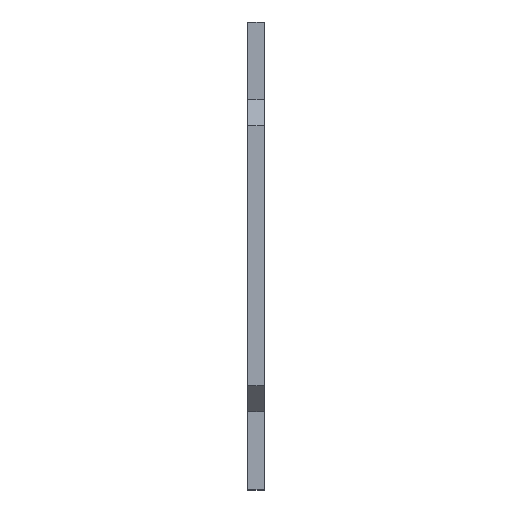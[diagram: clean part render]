
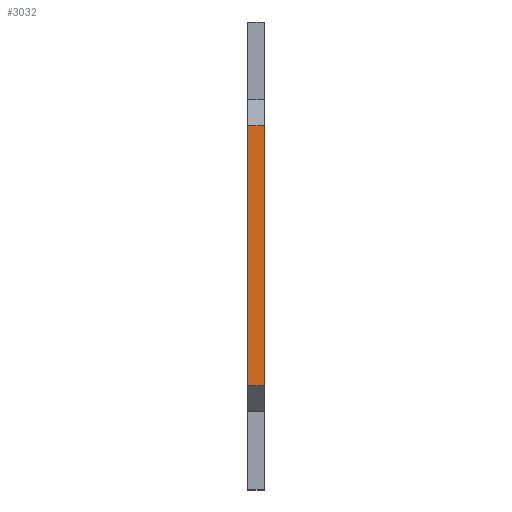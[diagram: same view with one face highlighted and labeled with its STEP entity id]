
A CAD part, top view. The second image highlights one B-rep face of the part: STEP entity #3032.
In plain terms, the highlighted planar face has unit normal (0, 0, 1).
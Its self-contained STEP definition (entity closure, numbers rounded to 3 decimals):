
#98 = LINE ( 'NONE', #1965, #3742 ) ;
#175 = LINE ( 'NONE', #3621, #3651 ) ;
#660 = VERTEX_POINT ( 'NONE', #3588 ) ;
#728 = CARTESIAN_POINT ( 'NONE',  ( -24., 0., 14.5 ) ) ;
#853 = EDGE_CURVE ( 'NONE', #928, #4242, #98, .T. ) ;
#928 = VERTEX_POINT ( 'NONE', #3030 ) ;
#941 = ORIENTED_EDGE ( 'NONE', *, *, #853, .T. ) ;
#1012 = ORIENTED_EDGE ( 'NONE', *, *, #1788, .F. ) ;
#1062 = EDGE_CURVE ( 'NONE', #1912, #660, #3967, .T. ) ;
#1065 = EDGE_LOOP ( 'NONE', ( #1012, #941, #3716, #4214 ) ) ;
#1239 = VECTOR ( 'NONE', #1427, 1000. ) ;
#1427 = DIRECTION ( 'NONE',  ( 0., -1., 0. ) ) ;
#1774 = FACE_OUTER_BOUND ( 'NONE', #1065, .T. ) ;
#1788 = EDGE_CURVE ( 'NONE', #928, #660, #175, .T. ) ;
#1912 = VERTEX_POINT ( 'NONE', #1938 ) ;
#1938 = CARTESIAN_POINT ( 'NONE',  ( -24., 44., 14.5 ) ) ;
#1965 = CARTESIAN_POINT ( 'NONE',  ( -21.5, 0., 14.5 ) ) ;
#2136 = DIRECTION ( 'NONE',  ( -1., 0., 0. ) ) ;
#2163 = CARTESIAN_POINT ( 'NONE',  ( 20.261, 44., 14.5 ) ) ;
#2173 = EDGE_CURVE ( 'NONE', #4242, #1912, #2286, .T. ) ;
#2286 = LINE ( 'NONE', #2163, #3266 ) ;
#2345 = PLANE ( 'NONE',  #3840 ) ;
#2479 = DIRECTION ( 'NONE',  ( -1., 0., 0. ) ) ;
#2650 = DIRECTION ( 'NONE',  ( 0., 1., 0. ) ) ;
#2688 = CARTESIAN_POINT ( 'NONE',  ( 20.261, 0., 14.5 ) ) ;
#2707 = DIRECTION ( 'NONE',  ( 0., 0., -1. ) ) ;
#2998 = DIRECTION ( 'NONE',  ( 0., 1., 0. ) ) ;
#3030 = CARTESIAN_POINT ( 'NONE',  ( -21.5, 4., 14.5 ) ) ;
#3032 = ADVANCED_FACE ( 'NONE', ( #1774 ), #2345, .F. ) ;
#3266 = VECTOR ( 'NONE', #2136, 1000. ) ;
#3435 = CARTESIAN_POINT ( 'NONE',  ( -21.5, 44., 14.5 ) ) ;
#3588 = CARTESIAN_POINT ( 'NONE',  ( -24., 4., 14.5 ) ) ;
#3621 = CARTESIAN_POINT ( 'NONE',  ( 20.261, 4., 14.5 ) ) ;
#3651 = VECTOR ( 'NONE', #2479, 1000. ) ;
#3716 = ORIENTED_EDGE ( 'NONE', *, *, #2173, .T. ) ;
#3742 = VECTOR ( 'NONE', #2650, 1000. ) ;
#3840 = AXIS2_PLACEMENT_3D ( 'NONE', #2688, #2707, #2998 ) ;
#3967 = LINE ( 'NONE', #728, #1239 ) ;
#4214 = ORIENTED_EDGE ( 'NONE', *, *, #1062, .T. ) ;
#4242 = VERTEX_POINT ( 'NONE', #3435 ) ;
